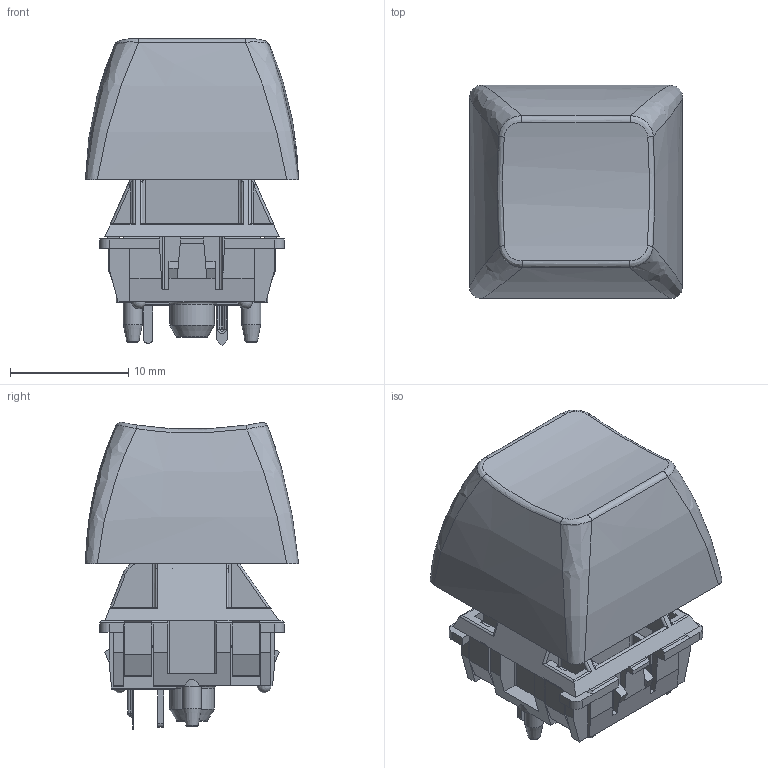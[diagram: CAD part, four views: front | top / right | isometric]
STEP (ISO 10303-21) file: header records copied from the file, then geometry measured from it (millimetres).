
FILE_DESCRIPTION(('HOOPS Exchange Step'),'2;1');
FILE_NAME('temp_export','2022-12-30T02:49:19+00:00',('mobile'),('Shapr3D Limited'),'HOOPS Exchange 2022.1','Shapr3D','Authorized');
FILE_SCHEMA( ('AUTOMOTIVE_DESIGN { 1 0 10303 214 1 1 1 1 }') );
Length unit declared in the file: millimetre
Products named in the file (181): MX_DOWN; MX_UP; UP_MX; MX_PIN; MX_SPRING; MX_CLICK; CherryMX.stp; PLATE; ASM_MX; R1; ROW1_ASM; NUMPLUS; STABIL_DOWN_MX; STABIL_MX; MX_METAL; AS_TEST_STABIL; NUMPLUS_ASM; R2; ROW2_ASM; ROW4_ASM; R3; ROW3_ASM; NUM_0; NUM0_ASM; asm.stp; root
Assembly tree (180 placements, depth 5):
  root
    CherryMX.stp
      MX_DOWN
      MX_UP
      UP_MX
      MX_PIN
      MX_SPRING
      MX_CLICK
    asm.stp
      PLATE
      ROW1_ASM
        ASM_MX
          MX_DOWN
          MX_UP
          UP_MX
          MX_PIN
          MX_SPRING
          MX_CLICK
        R1
      ROW1_ASM
        ASM_MX
          MX_DOWN
          MX_UP
          UP_MX
          MX_PIN
          MX_SPRING
          MX_CLICK
        R1
      ROW1_ASM
        ASM_MX
          MX_DOWN
          MX_UP
          UP_MX
          MX_PIN
          MX_SPRING
          MX_CLICK
        R1
      ROW1_ASM
        ASM_MX
          MX_DOWN
          MX_UP
          UP_MX
          MX_PIN
          MX_SPRING
          MX_CLICK
        R1
      NUMPLUS_ASM
        ASM_MX
          MX_DOWN
          MX_UP
          UP_MX
          MX_PIN
          MX_SPRING
          MX_CLICK
        NUMPLUS
        AS_TEST_STABIL
          STABIL_DOWN_MX
          STABIL_MX
          STABIL_DOWN_MX
          STABIL_MX
Bounding box: 18 x 18 x 25.93 mm (x, y, z)
Volume: 2061.3 mm3; surface area: 5330.5 mm2
Topology: 8 solids, 8 shells, 1108 faces, 2910 edges, 1829 vertices
Faces by surface type: plane 622, cylinder 288, bspline 108, sphere 46, torus 38, cone 6
Full cylindrical faces by diameter (mm): 1.2 x1, 1.6 x5, 2 x1, 2.6 x1, 3.2 x1, 3.8 x1, 4.8 x1, 5.5 x1
Entity records: 49328 total; most frequent: CARTESIAN_POINT 19426, ORIENTED_EDGE 5810, DIRECTION 5550, EDGE_CURVE 2905, VECTOR 1946, LINE 1946, VERTEX_POINT 1829, AXIS2_PLACEMENT_3D 1802
